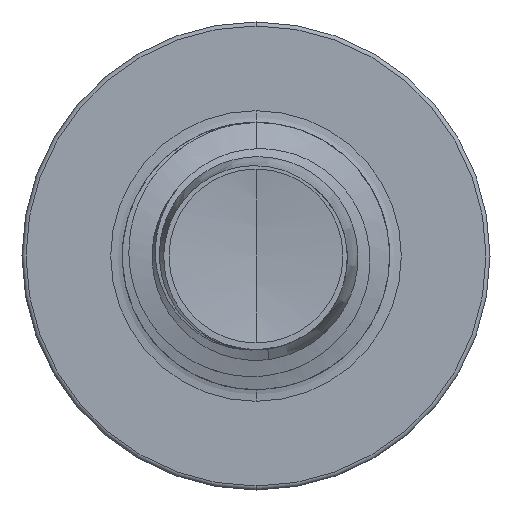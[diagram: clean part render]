
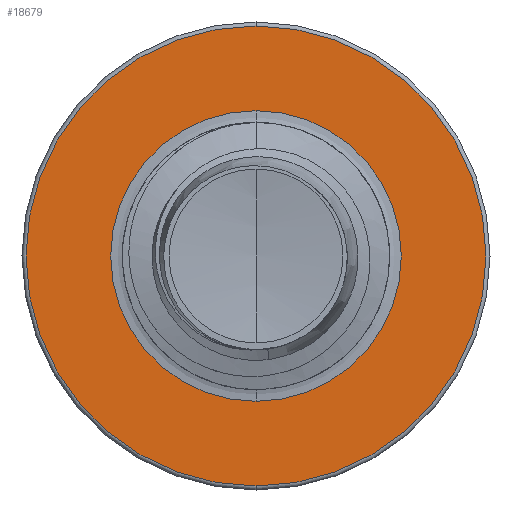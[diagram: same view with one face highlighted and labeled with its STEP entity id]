
A CAD part, front view. The second image highlights one B-rep face of the part: STEP entity #18679.
In plain terms, the highlighted planar face has unit normal (0, -1, 0).
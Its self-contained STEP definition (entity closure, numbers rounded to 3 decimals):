
#142 = DIRECTION ( 'NONE',  ( 0., 1., 0. ) ) ;
#554 = VERTEX_POINT ( 'NONE', #1668 ) ;
#909 = EDGE_CURVE ( 'NONE', #554, #10435, #11440, .T. ) ;
#1668 = CARTESIAN_POINT ( 'NONE',  ( 0., 8., -2.174 ) ) ;
#1850 = VERTEX_POINT ( 'NONE', #8101 ) ;
#1851 = CARTESIAN_POINT ( 'NONE',  ( 0., 8., 0. ) ) ;
#1931 = ORIENTED_EDGE ( 'NONE', *, *, #909, .T. ) ;
#2949 = ORIENTED_EDGE ( 'NONE', *, *, #15147, .T. ) ;
#3071 = DIRECTION ( 'NONE',  ( 0., 0., 1. ) ) ;
#3097 = DIRECTION ( 'NONE',  ( 0., 1., 0. ) ) ;
#3102 = CARTESIAN_POINT ( 'NONE',  ( 0., 8., 0. ) ) ;
#3142 = EDGE_LOOP ( 'NONE', ( #2949, #1931 ) ) ;
#3388 = CARTESIAN_POINT ( 'NONE',  ( 0., 8., -3.44 ) ) ;
#3657 = AXIS2_PLACEMENT_3D ( 'NONE', #13911, #13904, #13880 ) ;
#3821 = DIRECTION ( 'NONE',  ( 0., 0., 1. ) ) ;
#3989 = FACE_BOUND ( 'NONE', #3142, .T. ) ;
#4100 = ORIENTED_EDGE ( 'NONE', *, *, #10567, .F. ) ;
#4939 = EDGE_LOOP ( 'NONE', ( #4100, #5676 ) ) ;
#5676 = ORIENTED_EDGE ( 'NONE', *, *, #19553, .F. ) ;
#6073 = AXIS2_PLACEMENT_3D ( 'NONE', #1851, #14589, #3821 ) ;
#6123 = CIRCLE ( 'NONE', #3657, 3.44 ) ;
#7517 = CARTESIAN_POINT ( 'NONE',  ( 0., 8., -2.174 ) ) ;
#7692 = VERTEX_POINT ( 'NONE', #3388 ) ;
#8101 = CARTESIAN_POINT ( 'NONE',  ( 0., 8., 3.44 ) ) ;
#9276 = DIRECTION ( 'NONE',  ( 0., 1., 0. ) ) ;
#10435 = VERTEX_POINT ( 'NONE', #16138 ) ;
#10567 = EDGE_CURVE ( 'NONE', #1850, #7692, #6123, .T. ) ;
#11328 = CARTESIAN_POINT ( 'NONE',  ( 0., 8., 0. ) ) ;
#11440 = CIRCLE ( 'NONE', #16850, 2.174 ) ;
#12471 = FACE_OUTER_BOUND ( 'NONE', #4939, .T. ) ;
#13101 = DIRECTION ( 'NONE',  ( 0., 0., 1. ) ) ;
#13880 = DIRECTION ( 'NONE',  ( 0., 0., 1. ) ) ;
#13904 = DIRECTION ( 'NONE',  ( 0., 1., 0. ) ) ;
#13911 = CARTESIAN_POINT ( 'NONE',  ( 0., 8., 0. ) ) ;
#14132 = CIRCLE ( 'NONE', #15347, 3.44 ) ;
#14467 = PLANE ( 'NONE',  #17714 ) ;
#14589 = DIRECTION ( 'NONE',  ( 0., 1., 0. ) ) ;
#15147 = EDGE_CURVE ( 'NONE', #10435, #554, #18746, .T. ) ;
#15347 = AXIS2_PLACEMENT_3D ( 'NONE', #11328, #142, #13101 ) ;
#16138 = CARTESIAN_POINT ( 'NONE',  ( 0., 8., 2.174 ) ) ;
#16850 = AXIS2_PLACEMENT_3D ( 'NONE', #3102, #3097, #3071 ) ;
#17714 = AXIS2_PLACEMENT_3D ( 'NONE', #7517, #9276, #20081 ) ;
#18679 = ADVANCED_FACE ( 'NONE', ( #12471, #3989 ), #14467, .F. ) ;
#18746 = CIRCLE ( 'NONE', #6073, 2.174 ) ;
#19553 = EDGE_CURVE ( 'NONE', #7692, #1850, #14132, .T. ) ;
#20081 = DIRECTION ( 'NONE',  ( 0., 0., 1. ) ) ;
